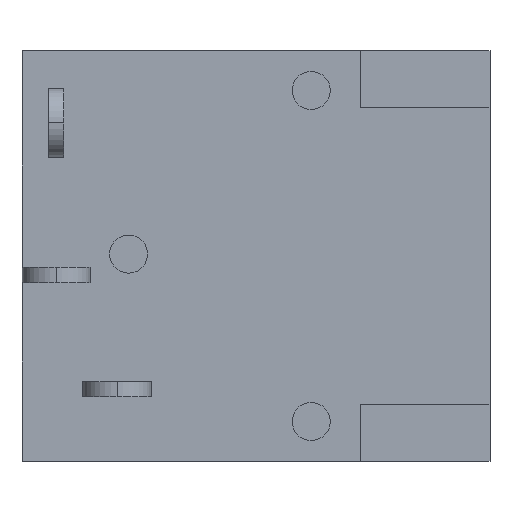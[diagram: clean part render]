
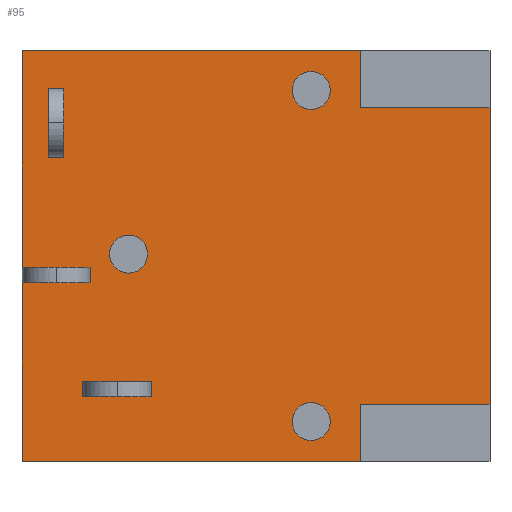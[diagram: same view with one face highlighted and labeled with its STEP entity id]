
A CAD part, front view. The second image highlights one B-rep face of the part: STEP entity #95.
In plain terms, the highlighted planar face has unit normal (0, -1, 0).
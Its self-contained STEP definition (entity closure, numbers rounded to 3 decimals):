
#95=ADVANCED_FACE('NONE',(#229,#230,#231,#232,#233,#234),#235,.T.);
#229=FACE_OUTER_BOUND('',#405,.T.);
#230=FACE_BOUND('',#406,.T.);
#231=FACE_BOUND('',#407,.T.);
#232=FACE_BOUND('',#408,.T.);
#233=FACE_BOUND('',#409,.T.);
#234=FACE_BOUND('',#410,.T.);
#235=PLANE('',#411);
#405=EDGE_LOOP('',(#615,#616,#617,#618,#619,#620,#621,#622,#623,#624,#625,#626));
#406=EDGE_LOOP('',(#627,#628));
#407=EDGE_LOOP('',(#629,#630,#631,#632));
#408=EDGE_LOOP('',(#633,#634,#635,#636));
#409=EDGE_LOOP('',(#637,#638));
#410=EDGE_LOOP('',(#639,#640));
#411=AXIS2_PLACEMENT_3D('',#641,#642,#643);
#615=ORIENTED_EDGE('',*,*,#1071,.F.);
#616=ORIENTED_EDGE('',*,*,#1072,.F.);
#617=ORIENTED_EDGE('',*,*,#1061,.T.);
#618=ORIENTED_EDGE('',*,*,#1073,.T.);
#619=ORIENTED_EDGE('',*,*,#1074,.F.);
#620=ORIENTED_EDGE('',*,*,#1075,.F.);
#621=ORIENTED_EDGE('',*,*,#1076,.F.);
#622=ORIENTED_EDGE('',*,*,#1077,.F.);
#623=ORIENTED_EDGE('',*,*,#1078,.F.);
#624=ORIENTED_EDGE('',*,*,#1079,.F.);
#625=ORIENTED_EDGE('',*,*,#1057,.T.);
#626=ORIENTED_EDGE('',*,*,#1080,.F.);
#627=ORIENTED_EDGE('',*,*,#1081,.F.);
#628=ORIENTED_EDGE('',*,*,#1039,.F.);
#629=ORIENTED_EDGE('',*,*,#1082,.F.);
#630=ORIENTED_EDGE('',*,*,#1083,.F.);
#631=ORIENTED_EDGE('',*,*,#1084,.F.);
#632=ORIENTED_EDGE('',*,*,#1085,.F.);
#633=ORIENTED_EDGE('',*,*,#1086,.F.);
#634=ORIENTED_EDGE('',*,*,#1087,.F.);
#635=ORIENTED_EDGE('',*,*,#1088,.F.);
#636=ORIENTED_EDGE('',*,*,#1089,.F.);
#637=ORIENTED_EDGE('',*,*,#1090,.F.);
#638=ORIENTED_EDGE('',*,*,#1044,.F.);
#639=ORIENTED_EDGE('',*,*,#1091,.F.);
#640=ORIENTED_EDGE('',*,*,#1034,.F.);
#641=CARTESIAN_POINT('',(-12.3,-4.4,7.7));
#642=DIRECTION('',(0.0,-1.0,0.0));
#643=DIRECTION('',(0.0,0.0,-1.0));
#1034=EDGE_CURVE('NONE',#1222,#1224,#1225,.T.);
#1039=EDGE_CURVE('NONE',#1231,#1233,#1234,.T.);
#1044=EDGE_CURVE('NONE',#1240,#1242,#1243,.T.);
#1057=EDGE_CURVE('NONE',#1264,#1261,#1265,.T.);
#1061=EDGE_CURVE('NONE',#1262,#1270,#1272,.T.);
#1071=EDGE_CURVE('NONE',#1287,#1288,#1289,.T.);
#1072=EDGE_CURVE('NONE',#1262,#1287,#1290,.T.);
#1073=EDGE_CURVE('NONE',#1270,#1291,#1292,.T.);
#1074=EDGE_CURVE('NONE',#1293,#1291,#1294,.T.);
#1075=EDGE_CURVE('NONE',#1295,#1293,#1296,.T.);
#1076=EDGE_CURVE('NONE',#1297,#1295,#1298,.T.);
#1077=EDGE_CURVE('NONE',#1299,#1297,#1300,.T.);
#1078=EDGE_CURVE('NONE',#1301,#1299,#1302,.T.);
#1079=EDGE_CURVE('NONE',#1264,#1301,#1303,.T.);
#1080=EDGE_CURVE('NONE',#1288,#1261,#1304,.T.);
#1081=EDGE_CURVE('NONE',#1233,#1231,#1305,.T.);
#1082=EDGE_CURVE('NONE',#1306,#1307,#1308,.T.);
#1083=EDGE_CURVE('NONE',#1309,#1306,#1310,.T.);
#1084=EDGE_CURVE('NONE',#1311,#1309,#1312,.T.);
#1085=EDGE_CURVE('NONE',#1307,#1311,#1313,.T.);
#1086=EDGE_CURVE('NONE',#1314,#1315,#1316,.T.);
#1087=EDGE_CURVE('NONE',#1317,#1314,#1318,.T.);
#1088=EDGE_CURVE('NONE',#1319,#1317,#1320,.T.);
#1089=EDGE_CURVE('NONE',#1315,#1319,#1321,.T.);
#1090=EDGE_CURVE('NONE',#1242,#1240,#1322,.T.);
#1091=EDGE_CURVE('NONE',#1224,#1222,#1323,.T.);
#1222=VERTEX_POINT('NONE',#1495);
#1224=VERTEX_POINT('NONE',#1498);
#1225=CIRCLE('',#1499,0.5);
#1231=VERTEX_POINT('NONE',#1506);
#1233=VERTEX_POINT('NONE',#1509);
#1234=CIRCLE('',#1510,0.5);
#1240=VERTEX_POINT('NONE',#1517);
#1242=VERTEX_POINT('NONE',#1520);
#1243=CIRCLE('',#1521,0.5);
#1261=VERTEX_POINT('NONE',#1542);
#1262=VERTEX_POINT('NONE',#1543);
#1264=VERTEX_POINT('NONE',#1546);
#1265=LINE('',#1547,#1548);
#1270=VERTEX_POINT('NONE',#1555);
#1272=LINE('',#1558,#1559);
#1287=VERTEX_POINT('NONE',#1579);
#1288=VERTEX_POINT('NONE',#1580);
#1289=LINE('',#1581,#1582);
#1290=LINE('',#1583,#1584);
#1291=VERTEX_POINT('NONE',#1585);
#1292=LINE('',#1586,#1587);
#1293=VERTEX_POINT('NONE',#1588);
#1294=LINE('',#1589,#1590);
#1295=VERTEX_POINT('NONE',#1591);
#1296=LINE('',#1592,#1593);
#1297=VERTEX_POINT('NONE',#1594);
#1298=LINE('',#1595,#1596);
#1299=VERTEX_POINT('NONE',#1597);
#1300=LINE('',#1598,#1599);
#1301=VERTEX_POINT('NONE',#1600);
#1302=LINE('',#1601,#1602);
#1303=LINE('',#1603,#1604);
#1304=LINE('',#1605,#1606);
#1305=CIRCLE('',#1607,0.5);
#1306=VERTEX_POINT('NONE',#1608);
#1307=VERTEX_POINT('NONE',#1609);
#1308=LINE('',#1610,#1611);
#1309=VERTEX_POINT('NONE',#1612);
#1310=LINE('',#1613,#1614);
#1311=VERTEX_POINT('NONE',#1615);
#1312=LINE('',#1616,#1617);
#1313=LINE('',#1618,#1619);
#1314=VERTEX_POINT('NONE',#1620);
#1315=VERTEX_POINT('NONE',#1621);
#1316=LINE('',#1622,#1623);
#1317=VERTEX_POINT('NONE',#1624);
#1318=LINE('',#1625,#1626);
#1319=VERTEX_POINT('NONE',#1627);
#1320=LINE('',#1628,#1629);
#1321=LINE('',#1630,#1631);
#1322=CIRCLE('',#1632,0.5);
#1323=CIRCLE('',#1633,0.5);
#1495=CARTESIAN_POINT('',(-4.7,-4.4,-2.55));
#1498=CARTESIAN_POINT('',(-4.7,-4.4,-1.55));
#1499=AXIS2_PLACEMENT_3D('',#1865,#1866,#1867);
#1506=CARTESIAN_POINT('',(-9.5,-4.4,1.85));
#1509=CARTESIAN_POINT('',(-9.5,-4.4,2.85));
#1510=AXIS2_PLACEMENT_3D('',#1873,#1874,#1875);
#1517=CARTESIAN_POINT('',(-4.7,-4.4,6.15));
#1520=CARTESIAN_POINT('',(-4.7,-4.4,7.15));
#1521=AXIS2_PLACEMENT_3D('',#1881,#1882,#1883);
#1542=CARTESIAN_POINT('',(-12.3,-4.4,2.));
#1543=CARTESIAN_POINT('',(-12.3,-4.4,1.6));
#1546=CARTESIAN_POINT('',(-12.3,-4.4,7.7));
#1547=CARTESIAN_POINT('',(-12.3,-4.4,7.7));
#1548=VECTOR('',#1903,1000.0);
#1555=CARTESIAN_POINT('',(-12.3,-4.4,-3.1));
#1558=CARTESIAN_POINT('',(-12.3,-4.4,7.7));
#1559=VECTOR('',#1907,1000.0);
#1579=CARTESIAN_POINT('',(-10.5,-4.4,1.6));
#1580=CARTESIAN_POINT('',(-10.5,-4.4,2.));
#1581=CARTESIAN_POINT('',(-10.5,-4.4,2.));
#1582=VECTOR('',#1916,1000.0);
#1583=CARTESIAN_POINT('',(-12.3,-4.4,1.6));
#1584=VECTOR('',#1917,1000.0);
#1585=CARTESIAN_POINT('',(-3.4,-4.4,-3.1));
#1586=CARTESIAN_POINT('',(-12.3,-4.4,-3.1));
#1587=VECTOR('',#1918,1000.0);
#1588=CARTESIAN_POINT('',(-3.4,-4.4,-1.6));
#1589=CARTESIAN_POINT('',(-3.4,-4.4,-3.1));
#1590=VECTOR('',#1919,1000.0);
#1591=CARTESIAN_POINT('',(0.0,-4.4,-1.6));
#1592=CARTESIAN_POINT('',(-3.4,-4.4,-1.6));
#1593=VECTOR('',#1920,1000.0);
#1594=CARTESIAN_POINT('',(0.0,-4.4,6.2));
#1595=CARTESIAN_POINT('',(0.0,-4.4,7.7));
#1596=VECTOR('',#1921,1000.0);
#1597=CARTESIAN_POINT('',(-3.4,-4.4,6.2));
#1598=CARTESIAN_POINT('',(-3.4,-4.4,6.2));
#1599=VECTOR('',#1922,1000.0);
#1600=CARTESIAN_POINT('',(-3.4,-4.4,7.7));
#1601=CARTESIAN_POINT('',(-3.4,-4.4,7.7));
#1602=VECTOR('',#1923,1000.0);
#1603=CARTESIAN_POINT('',(-12.3,-4.4,7.7));
#1604=VECTOR('',#1924,1000.0);
#1605=CARTESIAN_POINT('',(-12.3,-4.4,2.));
#1606=VECTOR('',#1925,1000.0);
#1607=AXIS2_PLACEMENT_3D('',#1926,#1927,#1928);
#1608=CARTESIAN_POINT('',(-10.7,-4.4,-1.4));
#1609=CARTESIAN_POINT('',(-8.9,-4.4,-1.4));
#1610=CARTESIAN_POINT('',(-10.7,-4.4,-1.4));
#1611=VECTOR('',#1929,1000.0);
#1612=CARTESIAN_POINT('',(-10.7,-4.4,-1.));
#1613=CARTESIAN_POINT('',(-10.7,-4.4,-1.));
#1614=VECTOR('',#1930,1000.0);
#1615=CARTESIAN_POINT('',(-8.9,-4.4,-1.));
#1616=CARTESIAN_POINT('',(-10.7,-4.4,-1.));
#1617=VECTOR('',#1931,1000.0);
#1618=CARTESIAN_POINT('',(-8.9,-4.4,-1.));
#1619=VECTOR('',#1932,1000.0);
#1620=CARTESIAN_POINT('',(-11.6,-4.4,4.9));
#1621=CARTESIAN_POINT('',(-11.2,-4.4,4.9));
#1622=CARTESIAN_POINT('',(-11.6,-4.4,4.9));
#1623=VECTOR('',#1933,1000.0);
#1624=CARTESIAN_POINT('',(-11.6,-4.4,6.7));
#1625=CARTESIAN_POINT('',(-11.6,-4.4,6.7));
#1626=VECTOR('',#1934,1000.0);
#1627=CARTESIAN_POINT('',(-11.2,-4.4,6.7));
#1628=CARTESIAN_POINT('',(-11.6,-4.4,6.7));
#1629=VECTOR('',#1935,1000.0);
#1630=CARTESIAN_POINT('',(-11.2,-4.4,6.7));
#1631=VECTOR('',#1936,1000.0);
#1632=AXIS2_PLACEMENT_3D('',#1937,#1938,#1939);
#1633=AXIS2_PLACEMENT_3D('',#1940,#1941,#1942);
#1865=CARTESIAN_POINT('',(-4.7,-4.4,-2.05));
#1866=DIRECTION('',(0.0,-1.0,0.0));
#1867=DIRECTION('',(0.0,0.0,1.0));
#1873=CARTESIAN_POINT('',(-9.5,-4.4,2.35));
#1874=DIRECTION('',(0.0,-1.0,0.0));
#1875=DIRECTION('',(0.0,0.0,-1.0));
#1881=CARTESIAN_POINT('',(-4.7,-4.4,6.65));
#1882=DIRECTION('',(0.0,-1.0,0.0));
#1883=DIRECTION('',(0.0,0.0,-1.0));
#1903=DIRECTION('',(0.0,0.0,-1.0));
#1907=DIRECTION('',(0.0,0.0,-1.0));
#1916=DIRECTION('',(-0.0,-0.0,1.0));
#1917=DIRECTION('',(1.0,0.0,0.0));
#1918=DIRECTION('',(1.0,0.0,0.0));
#1919=DIRECTION('',(0.,-0.0,-1.0));
#1920=DIRECTION('',(-1.0,-0.0,0.));
#1921=DIRECTION('',(0.0,0.0,-1.0));
#1922=DIRECTION('',(1.0,0.0,0.0));
#1923=DIRECTION('',(0.,0.0,-1.0));
#1924=DIRECTION('',(1.0,0.0,0.0));
#1925=DIRECTION('',(-1.0,-0.0,-0.0));
#1926=CARTESIAN_POINT('',(-9.5,-4.4,2.35));
#1927=DIRECTION('',(0.0,-1.0,0.0));
#1928=DIRECTION('',(0.0,0.0,-1.0));
#1929=DIRECTION('',(1.0,0.0,0.0));
#1930=DIRECTION('',(0.0,0.0,-1.0));
#1931=DIRECTION('',(-1.0,-0.0,-0.0));
#1932=DIRECTION('',(-0.0,-0.0,1.0));
#1933=DIRECTION('',(1.0,0.0,0.0));
#1934=DIRECTION('',(0.0,0.0,-1.0));
#1935=DIRECTION('',(-1.0,-0.0,-0.0));
#1936=DIRECTION('',(0.,-0.0,1.0));
#1937=CARTESIAN_POINT('',(-4.7,-4.4,6.65));
#1938=DIRECTION('',(0.0,-1.0,0.0));
#1939=DIRECTION('',(0.0,0.0,-1.0));
#1940=CARTESIAN_POINT('',(-4.7,-4.4,-2.05));
#1941=DIRECTION('',(0.0,-1.0,0.0));
#1942=DIRECTION('',(0.0,0.0,1.0));
